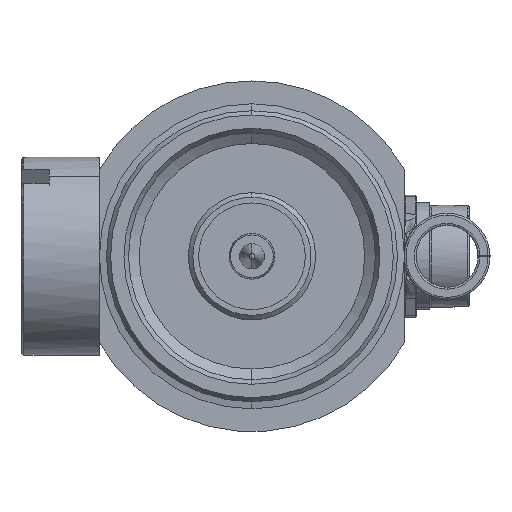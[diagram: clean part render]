
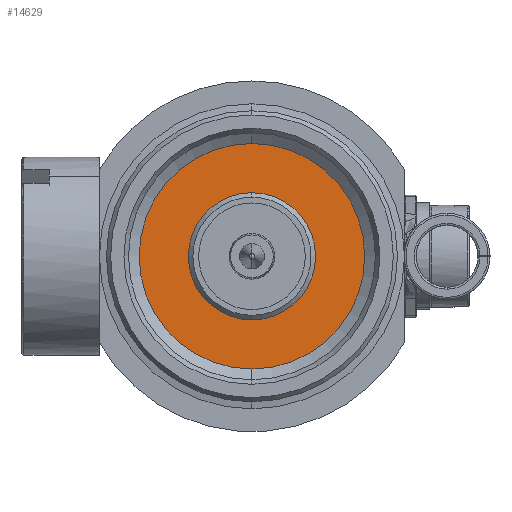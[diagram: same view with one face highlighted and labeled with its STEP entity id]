
A CAD part, left-side view. The second image highlights one B-rep face of the part: STEP entity #14629.
In plain terms, the highlighted planar face has unit normal (-1, 0, 0).
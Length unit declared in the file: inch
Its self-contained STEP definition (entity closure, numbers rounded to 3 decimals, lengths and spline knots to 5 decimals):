
#636 = VERTEX_POINT ( 'NONE', #28284 ) ;
#848 = CARTESIAN_POINT ( 'NONE',  ( -1.12667, 0., -0.31496 ) ) ;
#1296 = ORIENTED_EDGE ( 'NONE', *, *, #18819, .F. ) ;
#1409 = AXIS2_PLACEMENT_3D ( 'NONE', #6353, #15268, #28809 ) ;
#2021 = CARTESIAN_POINT ( 'NONE',  ( -1.12667, 0., -0.16437 ) ) ;
#5776 = DIRECTION ( 'NONE',  ( -1., 0., 0. ) ) ;
#6353 = CARTESIAN_POINT ( 'NONE',  ( -1.12667, 0., 0. ) ) ;
#6376 = EDGE_LOOP ( 'NONE', ( #12525, #24122 ) ) ;
#7816 = PLANE ( 'NONE',  #18957 ) ;
#8148 = DIRECTION ( 'NONE',  ( 0., 0., 1. ) ) ;
#8598 = CARTESIAN_POINT ( 'NONE',  ( -1.12667, 0., 0.16437 ) ) ;
#10803 = DIRECTION ( 'NONE',  ( -1., 0., 0. ) ) ;
#10946 = ORIENTED_EDGE ( 'NONE', *, *, #23891, .F. ) ;
#11565 = AXIS2_PLACEMENT_3D ( 'NONE', #27461, #20846, #25411 ) ;
#12525 = ORIENTED_EDGE ( 'NONE', *, *, #14835, .T. ) ;
#12804 = AXIS2_PLACEMENT_3D ( 'NONE', #21697, #5776, #8148 ) ;
#13362 = VERTEX_POINT ( 'NONE', #8598 ) ;
#14308 = CARTESIAN_POINT ( 'NONE',  ( -1.12667, 0., -0.31496 ) ) ;
#14629 = ADVANCED_FACE ( 'NONE', ( #26450, #22865 ), #7816, .F. ) ;
#14835 = EDGE_CURVE ( 'NONE', #636, #19045, #17540, .T. ) ;
#15268 = DIRECTION ( 'NONE',  ( -1., 0., 0. ) ) ;
#15652 = CIRCLE ( 'NONE', #1409, 0.31496 ) ;
#15666 = VERTEX_POINT ( 'NONE', #2021 ) ;
#16558 = EDGE_CURVE ( 'NONE', #19045, #636, #15652, .T. ) ;
#17540 = CIRCLE ( 'NONE', #26958, 0.31496 ) ;
#18819 = EDGE_CURVE ( 'NONE', #13362, #15666, #25428, .T. ) ;
#18957 = AXIS2_PLACEMENT_3D ( 'NONE', #848, #26242, #21462 ) ;
#19045 = VERTEX_POINT ( 'NONE', #14308 ) ;
#20846 = DIRECTION ( 'NONE',  ( -1., 0., 0. ) ) ;
#21462 = DIRECTION ( 'NONE',  ( 0., 0., -1. ) ) ;
#21697 = CARTESIAN_POINT ( 'NONE',  ( -1.12667, 0., 0. ) ) ;
#22865 = FACE_OUTER_BOUND ( 'NONE', #6376, .T. ) ;
#23891 = EDGE_CURVE ( 'NONE', #15666, #13362, #28348, .T. ) ;
#24122 = ORIENTED_EDGE ( 'NONE', *, *, #16558, .T. ) ;
#24328 = CARTESIAN_POINT ( 'NONE',  ( -1.12667, 0., 0. ) ) ;
#25411 = DIRECTION ( 'NONE',  ( 0., 0., 1. ) ) ;
#25428 = CIRCLE ( 'NONE', #11565, 0.16437 ) ;
#26242 = DIRECTION ( 'NONE',  ( 1., 0., 0. ) ) ;
#26349 = EDGE_LOOP ( 'NONE', ( #1296, #10946 ) ) ;
#26450 = FACE_BOUND ( 'NONE', #26349, .T. ) ;
#26958 = AXIS2_PLACEMENT_3D ( 'NONE', #24328, #10803, #28862 ) ;
#27461 = CARTESIAN_POINT ( 'NONE',  ( -1.12667, 0., 0. ) ) ;
#28284 = CARTESIAN_POINT ( 'NONE',  ( -1.12667, 0., 0.31496 ) ) ;
#28348 = CIRCLE ( 'NONE', #12804, 0.16437 ) ;
#28809 = DIRECTION ( 'NONE',  ( 0., 0., 1. ) ) ;
#28862 = DIRECTION ( 'NONE',  ( 0., 0., 1. ) ) ;
